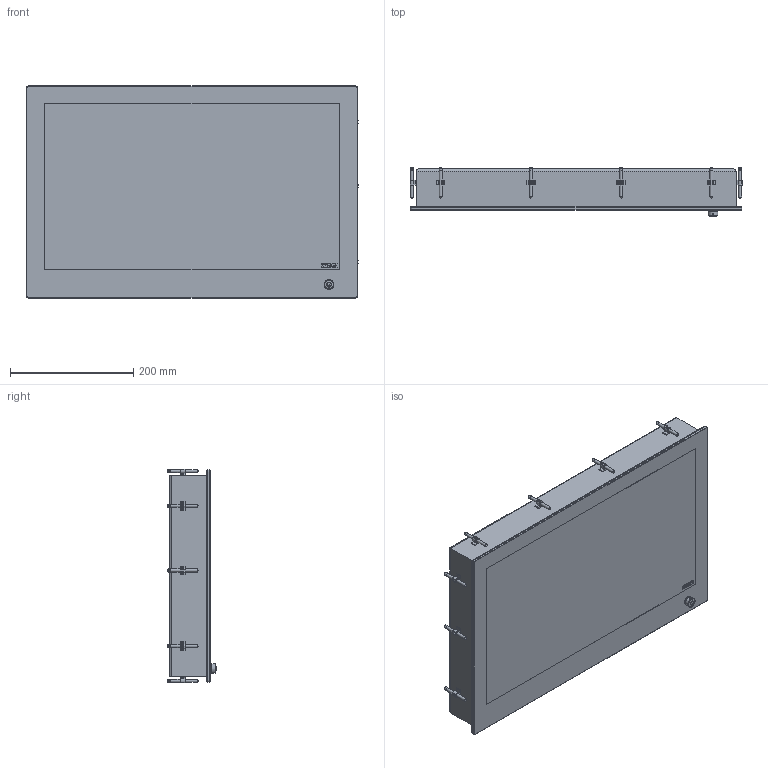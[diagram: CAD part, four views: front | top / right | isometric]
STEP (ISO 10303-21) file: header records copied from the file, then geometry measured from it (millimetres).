
FILE_DESCRIPTION(/* description */ ('Unknown'),/* implementation_level */ '2;1');
FILE_NAME(/* name */ 'N215KGE 3d',/* time_stamp */ '2018-04-10T14:54:51+02:00',/* author */ ('Unknown'),/* organization */ ('Unknown'),/* preprocessor_version */ 'ST-DEVELOPER v16.7',/* originating_system */ 'DEX',/* authorisation */ $);
FILE_SCHEMA (('AUTOMOTIVE_DESIGN {1 0 10303 214 3 1 1}'));
Length unit declared in the file: millimetre
Products named in the file (4): N215K(G)E 3d; N215K(G)E 3d-model; 0901124asm; 0901178 knop
Assembly tree (14 placements, depth 2):
  N215K(G)E 3d
    N215K(G)E 3d-model
    0901124asm  x12
    0901178 knop
Bounding box: 539.5 x 78.3 x 346.9 mm (x, y, z)
Volume: 10854353.9 mm3; surface area: 504270 mm2
Topology: 14 solids, 23 shells, 1452 faces, 3821 edges, 2489 vertices
Faces by surface type: plane 870, cylinder 351, bspline 121, cone 106, sphere 3, torus 1
Full cylindrical faces by diameter (mm): 2 x9, 2.621 x1, 5 x12, 14 x1, 14.4 x1, 16 x1
Entity records: 26530 total; most frequent: CARTESIAN_POINT 10035, ORIENTED_EDGE 2836, DIRECTION 1804, EDGE_CURVE 1418, VERTEX_POINT 951, B_SPLINE_CURVE_WITH_KNOTS 716, FACE_BOUND 697, EDGE_LOOP 696
